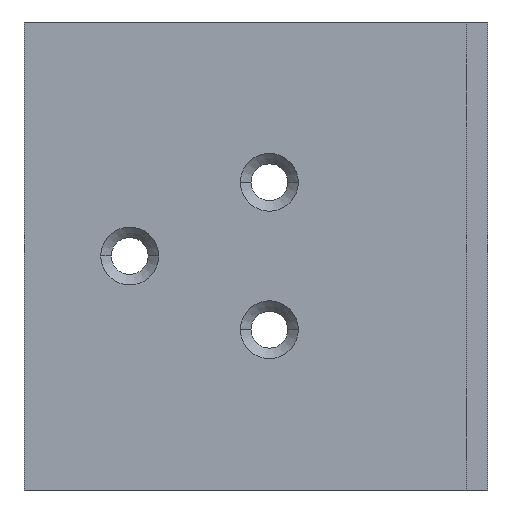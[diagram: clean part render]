
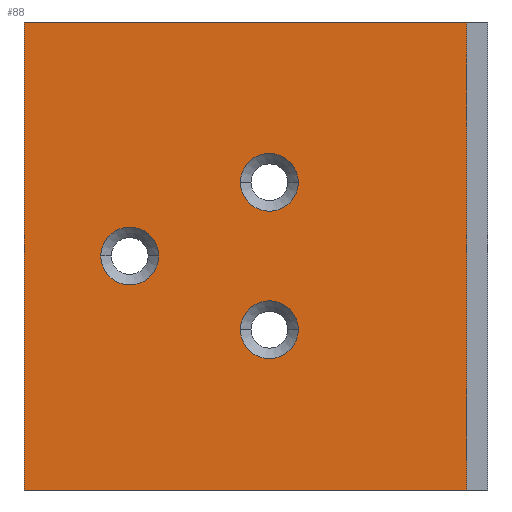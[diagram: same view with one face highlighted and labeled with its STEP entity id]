
A CAD part, left-side view. The second image highlights one B-rep face of the part: STEP entity #88.
In plain terms, the highlighted planar face has unit normal (-1, 0, 0).
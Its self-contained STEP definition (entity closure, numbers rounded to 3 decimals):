
#88=ADVANCED_FACE('',(#191,#192,#193,#194),#195,.T.);
#191=FACE_BOUND('',#310,.T.);
#192=FACE_OUTER_BOUND('',#311,.T.);
#193=FACE_BOUND('',#312,.T.);
#194=FACE_BOUND('',#313,.T.);
#195=PLANE('',#314);
#310=EDGE_LOOP('',(#505,#506));
#311=EDGE_LOOP('',(#507,#508,#509,#510));
#312=EDGE_LOOP('',(#511,#512));
#313=EDGE_LOOP('',(#513,#514));
#314=AXIS2_PLACEMENT_3D('',#515,#516,#517);
#505=ORIENTED_EDGE('',*,*,#727,.F.);
#506=ORIENTED_EDGE('',*,*,#763,.F.);
#507=ORIENTED_EDGE('',*,*,#764,.T.);
#508=ORIENTED_EDGE('',*,*,#765,.F.);
#509=ORIENTED_EDGE('',*,*,#749,.T.);
#510=ORIENTED_EDGE('',*,*,#766,.T.);
#511=ORIENTED_EDGE('',*,*,#718,.F.);
#512=ORIENTED_EDGE('',*,*,#767,.F.);
#513=ORIENTED_EDGE('',*,*,#736,.F.);
#514=ORIENTED_EDGE('',*,*,#760,.F.);
#515=CARTESIAN_POINT('',(372.968,169.445,43.513));
#516=DIRECTION('',(-1.0,0.,0.0));
#517=DIRECTION('',(0.,1.0,0.));
#718=EDGE_CURVE('',#862,#860,#864,.T.);
#727=EDGE_CURVE('',#877,#875,#879,.T.);
#736=EDGE_CURVE('',#892,#890,#894,.T.);
#749=EDGE_CURVE('',#915,#913,#916,.F.);
#760=EDGE_CURVE('',#890,#892,#930,.T.);
#763=EDGE_CURVE('',#875,#877,#933,.T.);
#764=EDGE_CURVE('',#934,#935,#936,.T.);
#765=EDGE_CURVE('',#915,#935,#937,.F.);
#766=EDGE_CURVE('',#913,#934,#938,.T.);
#767=EDGE_CURVE('',#860,#862,#939,.T.);
#860=VERTEX_POINT('',#1052);
#862=VERTEX_POINT('',#1055);
#864=CIRCLE('',#1058,2.75);
#875=VERTEX_POINT('',#1071);
#877=VERTEX_POINT('',#1074);
#879=CIRCLE('',#1077,2.75);
#890=VERTEX_POINT('',#1090);
#892=VERTEX_POINT('',#1093);
#894=CIRCLE('',#1096,2.75);
#913=VERTEX_POINT('',#1119);
#915=VERTEX_POINT('',#1122);
#916=LINE('',#1123,#1124);
#930=CIRCLE('',#1143,2.75);
#933=CIRCLE('',#1146,2.75);
#934=VERTEX_POINT('',#1147);
#935=VERTEX_POINT('',#1148);
#936=LINE('',#1149,#1150);
#937=LINE('',#1151,#1152);
#938=LINE('',#1153,#1154);
#939=CIRCLE('',#1155,2.75);
#1052=CARTESIAN_POINT('',(372.968,193.692,21.288));
#1055=CARTESIAN_POINT('',(372.968,188.192,21.288));
#1058=AXIS2_PLACEMENT_3D('',#1272,#1273,#1274);
#1071=CARTESIAN_POINT('',(372.968,180.425,28.288));
#1074=CARTESIAN_POINT('',(372.968,174.925,28.288));
#1077=AXIS2_PLACEMENT_3D('',#1285,#1286,#1287);
#1090=CARTESIAN_POINT('',(372.968,180.425,14.288));
#1093=CARTESIAN_POINT('',(372.968,174.925,14.288));
#1096=AXIS2_PLACEMENT_3D('',#1298,#1299,#1300);
#1119=CARTESIAN_POINT('',(372.968,200.945,43.513));
#1122=CARTESIAN_POINT('',(372.968,158.945,43.513));
#1123=CARTESIAN_POINT('',(372.968,164.621,43.513));
#1124=VECTOR('',#1318,1.0);
#1143=AXIS2_PLACEMENT_3D('',#1333,#1334,#1335);
#1146=AXIS2_PLACEMENT_3D('',#1339,#1340,#1341);
#1147=CARTESIAN_POINT('',(372.968,200.945,-0.937));
#1148=CARTESIAN_POINT('',(372.968,158.945,-0.937));
#1149=CARTESIAN_POINT('',(372.968,164.621,-0.937));
#1150=VECTOR('',#1342,1.0);
#1151=CARTESIAN_POINT('',(372.968,158.945,43.513));
#1152=VECTOR('',#1343,1.0);
#1153=CARTESIAN_POINT('',(372.968,200.945,43.513));
#1154=VECTOR('',#1344,1.0);
#1155=AXIS2_PLACEMENT_3D('',#1345,#1346,#1347);
#1272=CARTESIAN_POINT('',(372.968,190.942,21.288));
#1273=DIRECTION('',(-1.0,0.0,0.0));
#1274=DIRECTION('',(0.0,1.0,0.0));
#1285=CARTESIAN_POINT('',(372.968,177.675,28.288));
#1286=DIRECTION('',(-1.0,0.0,0.0));
#1287=DIRECTION('',(0.0,1.0,0.0));
#1298=CARTESIAN_POINT('',(372.968,177.675,14.288));
#1299=DIRECTION('',(-1.0,0.0,0.0));
#1300=DIRECTION('',(0.0,1.0,0.0));
#1318=DIRECTION('',(0.,-1.0,0.));
#1333=CARTESIAN_POINT('',(372.968,177.675,14.288));
#1334=DIRECTION('',(-1.0,0.0,0.0));
#1335=DIRECTION('',(0.0,1.0,0.0));
#1339=CARTESIAN_POINT('',(372.968,177.675,28.288));
#1340=DIRECTION('',(-1.0,0.0,0.0));
#1341=DIRECTION('',(0.0,1.0,0.0));
#1342=DIRECTION('',(0.,-1.0,0.));
#1343=DIRECTION('',(0.0,0.0,1.0));
#1344=DIRECTION('',(0.0,0.0,-1.0));
#1345=CARTESIAN_POINT('',(372.968,190.942,21.288));
#1346=DIRECTION('',(-1.0,0.0,0.0));
#1347=DIRECTION('',(0.0,1.0,0.0));
